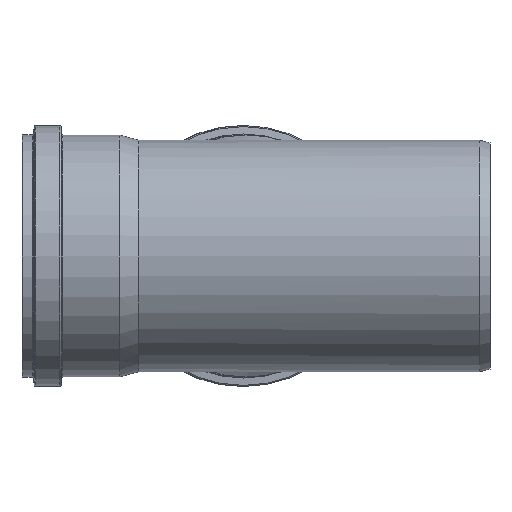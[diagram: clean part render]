
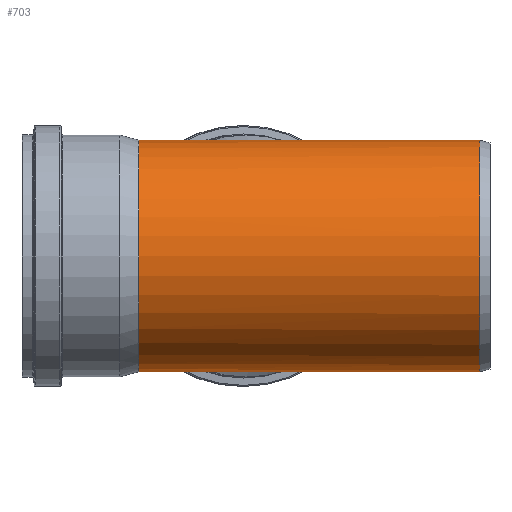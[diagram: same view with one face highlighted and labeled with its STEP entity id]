
A CAD part, left-side view. The second image highlights one B-rep face of the part: STEP entity #703.
In plain terms, the highlighted cylindrical face has radius 100.25 mm (diameter 200.5 mm), a full revolution.
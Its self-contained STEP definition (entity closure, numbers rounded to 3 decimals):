
#53=FACE_BOUND('',#250,.T.);
#108=CIRCLE('',#768,100.25);
#109=CIRCLE('',#769,100.25);
#163=CYLINDRICAL_SURFACE('',#767,100.25);
#187=FACE_OUTER_BOUND('',#249,.T.);
#249=EDGE_LOOP('',(#557));
#250=EDGE_LOOP('',(#558,#559,#560,#561,#562,#563));
#362=B_SPLINE_CURVE_WITH_KNOTS('',3,(#1210,#1211,#1212,#1213,#1214,#1215,
#1216,#1217,#1218,#1219),.UNSPECIFIED.,.F.,.F.,(4,2,2,2,4),(0.,0.048,
0.066,0.078,0.081),.UNSPECIFIED.);
#372=B_SPLINE_CURVE_WITH_KNOTS('',3,(#1544,#1545,#1546,#1547,#1548,#1549,
#1550,#1551,#1552,#1553),.UNSPECIFIED.,.F.,.F.,(4,2,2,2,4),(2.072,
2.079,2.104,2.141,2.275),
 .UNSPECIFIED.);
#376=ELLIPSE('',#762,146.488,100.25);
#378=ELLIPSE('',#764,140.111,100.25);
#379=ELLIPSE('',#765,146.488,100.25);
#385=VERTEX_POINT('',#1160);
#386=VERTEX_POINT('',#1162);
#388=VERTEX_POINT('',#1209);
#390=VERTEX_POINT('',#1342);
#395=VERTEX_POINT('',#1495);
#397=VERTEX_POINT('',#1539);
#398=VERTEX_POINT('',#1559);
#455=EDGE_CURVE('',#385,#386,#376,.T.);
#458=EDGE_CURVE('',#388,#386,#362,.T.);
#462=EDGE_CURVE('',#390,#385,#378,.T.);
#468=EDGE_CURVE('',#395,#390,#379,.T.);
#472=EDGE_CURVE('',#395,#397,#372,.T.);
#474=EDGE_CURVE('',#398,#398,#108,.T.);
#475=EDGE_CURVE('',#397,#388,#109,.T.);
#557=ORIENTED_EDGE('',*,*,#474,.F.);
#558=ORIENTED_EDGE('',*,*,#458,.T.);
#559=ORIENTED_EDGE('',*,*,#455,.F.);
#560=ORIENTED_EDGE('',*,*,#462,.F.);
#561=ORIENTED_EDGE('',*,*,#468,.F.);
#562=ORIENTED_EDGE('',*,*,#472,.T.);
#563=ORIENTED_EDGE('',*,*,#475,.T.);
#703=ADVANCED_FACE('',(#187,#53),#163,.T.);
#762=AXIS2_PLACEMENT_3D('',#1163,#885,#886);
#764=AXIS2_PLACEMENT_3D('',#1344,#889,#890);
#765=AXIS2_PLACEMENT_3D('',#1496,#891,#892);
#767=AXIS2_PLACEMENT_3D('',#1558,#895,#896);
#768=AXIS2_PLACEMENT_3D('',#1560,#897,#898);
#769=AXIS2_PLACEMENT_3D('',#1561,#899,#900);
#885=DIRECTION('center_axis',(0.729,-0.684,0.));
#886=DIRECTION('ref_axis',(0.684,0.729,0.));
#889=DIRECTION('center_axis',(0.699,0.716,0.));
#890=DIRECTION('ref_axis',(0.716,-0.699,0.));
#891=DIRECTION('center_axis',(0.729,-0.684,0.));
#892=DIRECTION('ref_axis',(0.684,0.729,0.));
#895=DIRECTION('center_axis',(0.,-1.,0.));
#896=DIRECTION('ref_axis',(1.,0.,0.));
#897=DIRECTION('center_axis',(0.,-1.,0.));
#898=DIRECTION('ref_axis',(1.,0.,0.));
#899=DIRECTION('center_axis',(0.,-1.,0.));
#900=DIRECTION('ref_axis',(1.,0.,0.));
#1160=CARTESIAN_POINT('',(0.,-97.914,-100.25));
#1162=CARTESIAN_POINT('',(91.689,-0.223,-40.536));
#1163=CARTESIAN_POINT('Origin',(0.,-97.914,
0.));
#1209=CARTESIAN_POINT('',(91.404,0.,-41.176));
#1210=CARTESIAN_POINT('Ctrl Pts',(91.404,0.,
-41.176));
#1211=CARTESIAN_POINT('Ctrl Pts',(91.47,0.,
-41.029));
#1212=CARTESIAN_POINT('Ctrl Pts',(91.54,-0.012,-40.871));
#1213=CARTESIAN_POINT('Ctrl Pts',(91.617,-0.069,
-40.7));
#1214=CARTESIAN_POINT('Ctrl Pts',(91.638,-0.091,
-40.651));
#1215=CARTESIAN_POINT('Ctrl Pts',(91.667,-0.143,-40.587));
#1216=CARTESIAN_POINT('Ctrl Pts',(91.676,-0.166,-40.565));
#1217=CARTESIAN_POINT('Ctrl Pts',(91.686,-0.203,-40.544));
#1218=CARTESIAN_POINT('Ctrl Pts',(91.688,-0.213,-40.54));
#1219=CARTESIAN_POINT('Ctrl Pts',(91.689,-0.223,-40.536));
#1342=CARTESIAN_POINT('',(0.,-97.914,100.25));
#1344=CARTESIAN_POINT('Origin',(0.,-97.914,
0.));
#1495=CARTESIAN_POINT('',(91.689,-0.223,40.536));
#1496=CARTESIAN_POINT('Origin',(0.,-97.914,
0.));
#1539=CARTESIAN_POINT('',(91.404,0.,41.176));
#1544=CARTESIAN_POINT('Ctrl Pts',(91.689,-0.223,40.536));
#1545=CARTESIAN_POINT('Ctrl Pts',(91.688,-0.216,40.538));
#1546=CARTESIAN_POINT('Ctrl Pts',(91.687,-0.209,40.542));
#1547=CARTESIAN_POINT('Ctrl Pts',(91.68,-0.178,40.558));
#1548=CARTESIAN_POINT('Ctrl Pts',(91.672,-0.156,40.575));
#1549=CARTESIAN_POINT('Ctrl Pts',(91.651,-0.111,40.623));
#1550=CARTESIAN_POINT('Ctrl Pts',(91.635,-0.09,
40.658));
#1551=CARTESIAN_POINT('Ctrl Pts',(91.563,-0.017,
40.82));
#1552=CARTESIAN_POINT('Ctrl Pts',(91.483,0.,
41.));
#1553=CARTESIAN_POINT('Ctrl Pts',(91.404,0.,
41.176));
#1558=CARTESIAN_POINT('Origin',(0.,-147.457,
0.));
#1559=CARTESIAN_POINT('',(100.25,-294.914,0.));
#1560=CARTESIAN_POINT('Origin',(0.,-294.914,
0.));
#1561=CARTESIAN_POINT('Origin',(0.,0.,
0.));
